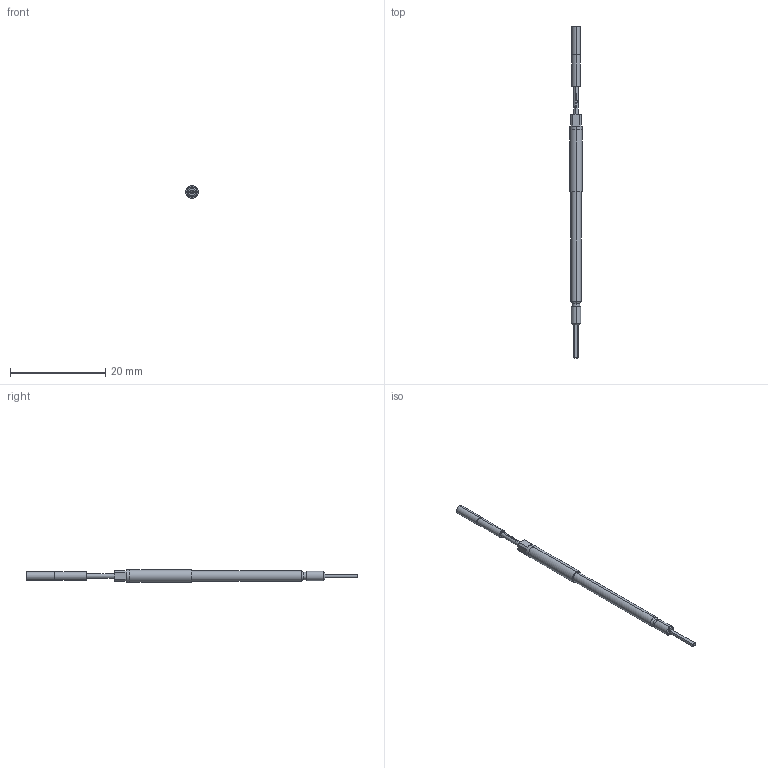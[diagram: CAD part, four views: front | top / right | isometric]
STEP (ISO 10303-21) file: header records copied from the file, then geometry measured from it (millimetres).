
FILE_DESCRIPTION (( 'STEP AP203' ), '1' );
FILE_NAME ('INGUN_VF3-202_180_A_405_xx.STEP', '2022-02-22T14:50:42', ( 'ochi' ), ( '' ), 'SwSTEP 2.0', 'SolidWorks 2018', '' );
FILE_SCHEMA (( 'CONFIG_CONTROL_DESIGN' ));
Length unit declared in the file: millimetre
Products named in the file (1): INGUN_VF3-202_180_A_405_xx
Bounding box: 2.6 x 69.7 x 2.6 mm (x, y, z)
Volume: 221.9 mm3; surface area: 438.8 mm2
Topology: 1 solids, 1 shells, 121 faces, 325 edges, 209 vertices
Faces by surface type: bspline 56, cylinder 28, plane 23, cone 14
Entity records: 4886 total; most frequent: CARTESIAN_POINT 2340, ORIENTED_EDGE 646, EDGE_CURVE 323, DIRECTION 293, B_SPLINE_CURVE_WITH_KNOTS 212, VERTEX_POINT 209, EDGE_LOOP 126, ADVANCED_FACE 121
